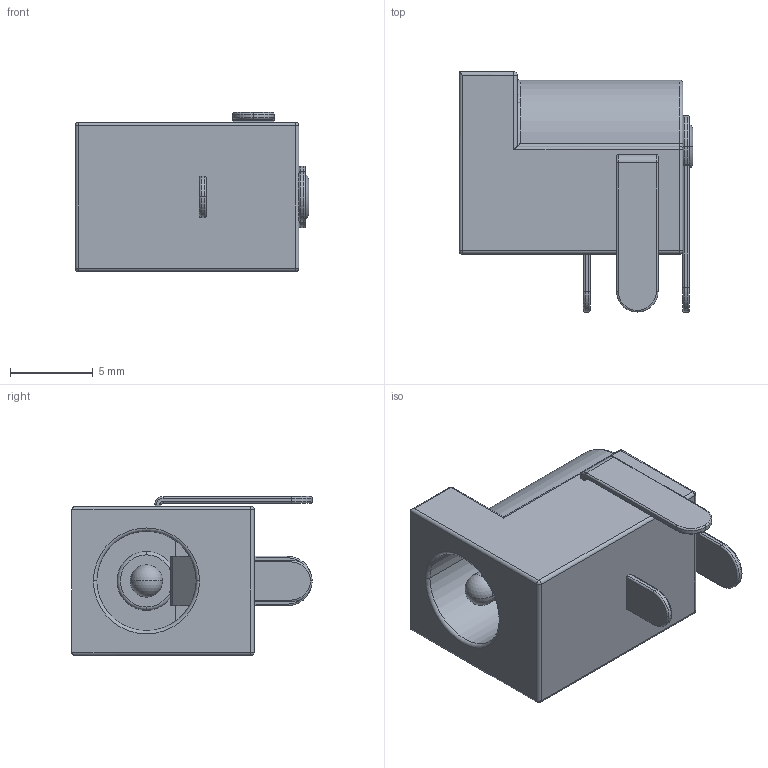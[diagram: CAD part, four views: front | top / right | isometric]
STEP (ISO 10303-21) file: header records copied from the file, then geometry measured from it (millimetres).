
FILE_DESCRIPTION (( 'STEP AP214' ), '1' );
FILE_NAME ('User Library-DC_JACK_10A.STEP', '2016-12-07T02:17:01', ( 'Windows User' ), ( '' ), 'SwSTEP 2.0', 'SolidWorks 2016', '' );
FILE_SCHEMA (( 'AUTOMOTIVE_DESIGN' ));
Length unit declared in the file: millimetre
Products named in the file (1): User Library-DC_JACK_10A
Bounding box: 14.1 x 14.5 x 9.6 mm (x, y, z)
Volume: 813.3 mm3; surface area: 1383.2 mm2
Topology: 5 solids, 5 shells, 159 faces, 368 edges, 215 vertices
Faces by surface type: cylinder 58, plane 49, torus 38, sphere 12, cone 2
Entity records: 4513 total; most frequent: DIRECTION 857, CARTESIAN_POINT 765, ORIENTED_EDGE 716, EDGE_CURVE 358, AXIS2_PLACEMENT_3D 347, VERTEX_POINT 215, CIRCLE 187, EDGE_LOOP 165
